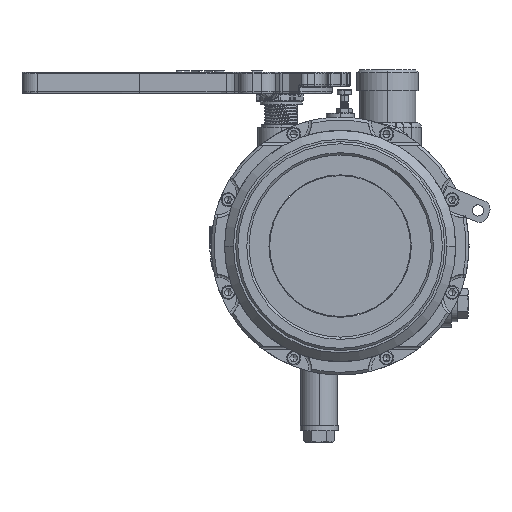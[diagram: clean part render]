
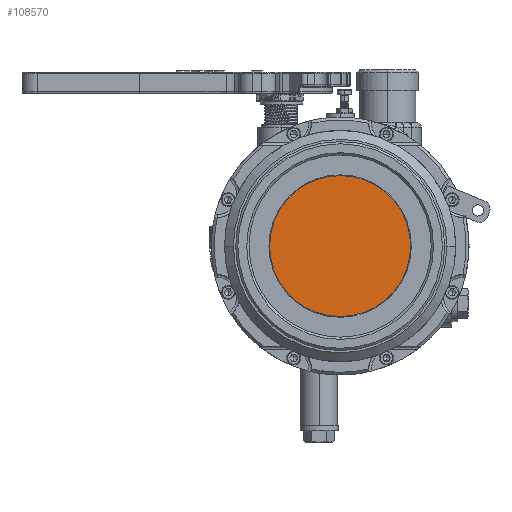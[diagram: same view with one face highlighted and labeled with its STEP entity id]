
A CAD part, left-side view. The second image highlights one B-rep face of the part: STEP entity #108570.
In plain terms, the highlighted planar face has unit normal (1, 0, 0).
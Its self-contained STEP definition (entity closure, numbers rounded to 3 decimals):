
#21761 = ORIENTED_EDGE ( 'NONE', *, *, #32515, .T. ) ;
#21762 = ORIENTED_EDGE ( 'NONE', *, *, #32510, .T. ) ;
#24280 = EDGE_LOOP ( 'NONE', ( #21761, #21762 ) ) ;
#28532 = CARTESIAN_POINT ( 'NONE',  ( -168.298, 0., 0. ) ) ;
#28533 = PLANE ( 'NONE',  #30213 ) ;
#28542 = DIRECTION ( 'NONE',  ( 1., 0., 0. ) ) ;
#28543 = DIRECTION ( 'NONE',  ( 0., 0., -1. ) ) ;
#30213 = AXIS2_PLACEMENT_3D ( 'NONE', #28532, #28542, #28543 ) ;
#31239 = VERTEX_POINT ( 'NONE', #51756 ) ;
#31240 = VERTEX_POINT ( 'NONE', #51757 ) ;
#32510 = EDGE_CURVE ( 'NONE', #31239, #31240, #36937, .T. ) ;
#32515 = EDGE_CURVE ( 'NONE', #31240, #31239, #36944, .T. ) ;
#35815 = FACE_OUTER_BOUND ( 'NONE', #24280, .T. ) ;
#36937 = CIRCLE ( 'NONE', #113557, 50.3 ) ;
#36944 = CIRCLE ( 'NONE', #113558, 50.3 ) ;
#51756 = CARTESIAN_POINT ( 'NONE',  ( -168.298, 0., 50.3 ) ) ;
#51757 = CARTESIAN_POINT ( 'NONE',  ( -168.298, 0., -50.3 ) ) ;
#63248 = CARTESIAN_POINT ( 'NONE',  ( -168.298, 0., 0. ) ) ;
#63256 = DIRECTION ( 'NONE',  ( 1., 0., 0. ) ) ;
#63257 = DIRECTION ( 'NONE',  ( 0., 0., -1. ) ) ;
#63272 = CARTESIAN_POINT ( 'NONE',  ( -168.298, 0., 0. ) ) ;
#63274 = DIRECTION ( 'NONE',  ( 1., 0., 0. ) ) ;
#63275 = DIRECTION ( 'NONE',  ( 0., 0., -1. ) ) ;
#108570 = ADVANCED_FACE ( 'NONE', ( #35815 ), #28533, .T. ) ;
#113557 = AXIS2_PLACEMENT_3D ( 'NONE', #63248, #63256, #63257 ) ;
#113558 = AXIS2_PLACEMENT_3D ( 'NONE', #63272, #63274, #63275 ) ;
